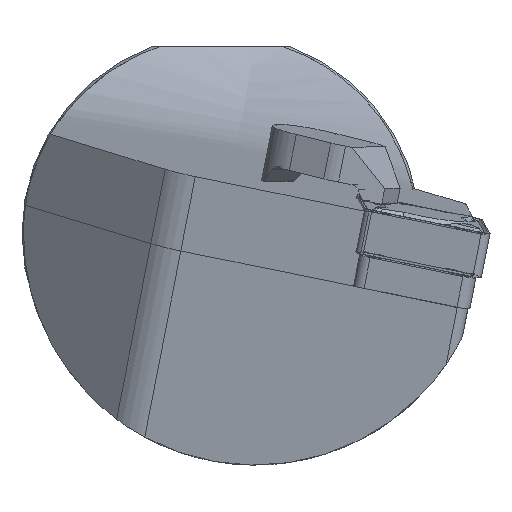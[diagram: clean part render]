
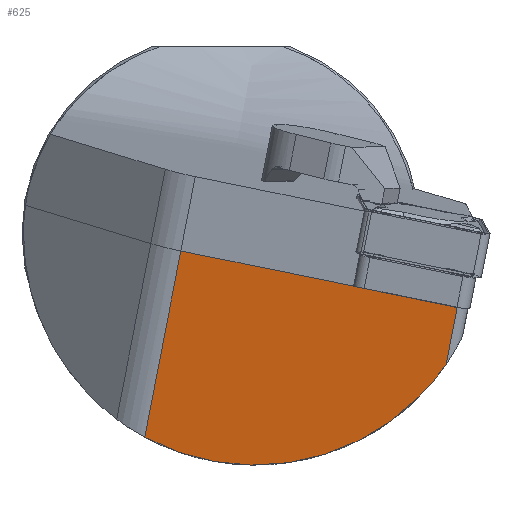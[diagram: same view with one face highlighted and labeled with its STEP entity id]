
A CAD part, left-side view. The second image highlights one B-rep face of the part: STEP entity #625.
In plain terms, the highlighted planar face has unit normal (-0.991, 0.104, -0.086).
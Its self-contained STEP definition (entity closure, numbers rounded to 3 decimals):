
#574=ELLIPSE('',#2665,23.465,23.25);
#625=ADVANCED_FACE('',(#818),#746,.F.);
#746=PLANE('',#2666);
#818=FACE_OUTER_BOUND('',#933,.T.);
#933=EDGE_LOOP('',(#1167,#1168,#1169,#1170,#1171,#1172));
#1167=ORIENTED_EDGE('',*,*,#1995,.F.);
#1168=ORIENTED_EDGE('',*,*,#1996,.T.);
#1169=ORIENTED_EDGE('',*,*,#1997,.T.);
#1170=ORIENTED_EDGE('',*,*,#1998,.F.);
#1171=ORIENTED_EDGE('',*,*,#1999,.T.);
#1172=ORIENTED_EDGE('',*,*,#1970,.T.);
#1764=VERTEX_POINT('',#3476);
#1765=VERTEX_POINT('',#3477);
#1785=VERTEX_POINT('',#3544);
#1786=VERTEX_POINT('',#3546);
#1787=VERTEX_POINT('',#3548);
#1788=VERTEX_POINT('',#3550);
#1970=EDGE_CURVE('',#1764,#1765,#2283,.T.);
#1995=EDGE_CURVE('',#1785,#1765,#2301,.T.);
#1996=EDGE_CURVE('',#1785,#1786,#2302,.T.);
#1997=EDGE_CURVE('',#1786,#1787,#574,.T.);
#1998=EDGE_CURVE('',#1788,#1787,#2303,.T.);
#1999=EDGE_CURVE('',#1788,#1764,#2304,.T.);
#2283=LINE('',#3475,#2469);
#2301=LINE('',#3543,#2487);
#2302=LINE('',#3545,#2488);
#2303=LINE('',#3549,#2489);
#2304=LINE('',#3551,#2490);
#2469=VECTOR('',#2868,1.);
#2487=VECTOR('',#2904,1.);
#2488=VECTOR('',#2905,1.);
#2489=VECTOR('',#2908,1.);
#2490=VECTOR('',#2909,1.);
#2665=AXIS2_PLACEMENT_3D('',#3547,#2906,#2907);
#2666=AXIS2_PLACEMENT_3D('',#3552,#2910,#2911);
#2868=DIRECTION('',(0.085,0.976,0.199));
#2904=DIRECTION('',(-0.085,-0.976,-0.199));
#2905=DIRECTION('',(0.105,0.19,-0.976));
#2906=DIRECTION('',(-0.991,0.104,-0.086));
#2907=DIRECTION('',(-0.135,-0.765,0.63));
#2908=DIRECTION('',(0.105,0.19,-0.976));
#2909=DIRECTION('',(0.085,0.976,0.199));
#2910=DIRECTION('',(0.991,-0.104,0.086));
#2911=DIRECTION('',(0.105,0.995,0.));
#3475=CARTESIAN_POINT('',(-224.763,-1.138,-1.741));
#3476=CARTESIAN_POINT('',(-226.318,-18.918,-5.364));
#3477=CARTESIAN_POINT('',(-226.286,-18.549,-5.289));
#3543=CARTESIAN_POINT('',(-224.763,-1.138,-1.741));
#3544=CARTESIAN_POINT('',(-224.763,-1.138,-1.741));
#3545=CARTESIAN_POINT('',(-275.584,-93.4,472.906));
#3546=CARTESIAN_POINT('',(-222.76,2.497,-20.44));
#3547=CARTESIAN_POINT('',(-225.696,-8.583,0.));
#3548=CARTESIAN_POINT('',(-226.576,-27.769,-13.133));
#3549=CARTESIAN_POINT('',(-278.011,-121.147,467.252));
#3550=CARTESIAN_POINT('',(-227.19,-28.885,-7.394));
#3551=CARTESIAN_POINT('',(-224.763,-1.138,-1.741));
#3552=CARTESIAN_POINT('',(-275.584,-93.4,472.906));
